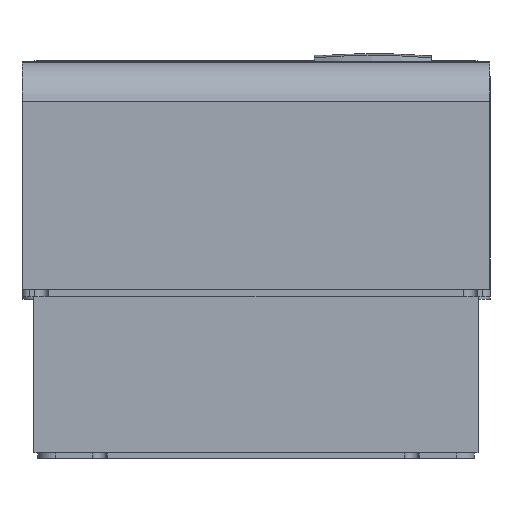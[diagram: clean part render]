
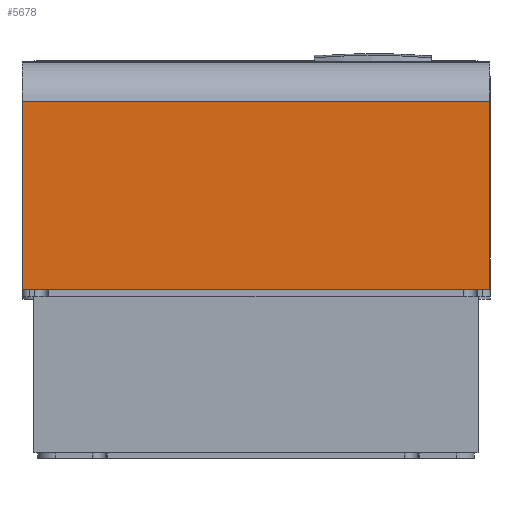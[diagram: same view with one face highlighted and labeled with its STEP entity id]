
A CAD part, front view. The second image highlights one B-rep face of the part: STEP entity #5678.
In plain terms, the highlighted planar face has unit normal (0, -1, 0).
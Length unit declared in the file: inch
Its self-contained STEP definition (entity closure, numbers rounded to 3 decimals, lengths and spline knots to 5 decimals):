
#93 = DIRECTION ( 'NONE',  ( -1., 0., 0. ) ) ;
#249 = VECTOR ( 'NONE', #2163, 39.37008 ) ;
#289 = VERTEX_POINT ( 'NONE', #2692 ) ;
#420 = ORIENTED_EDGE ( 'NONE', *, *, #4410, .F. ) ;
#535 = LINE ( 'NONE', #4913, #950 ) ;
#692 = VERTEX_POINT ( 'NONE', #4952 ) ;
#728 = EDGE_CURVE ( 'NONE', #3282, #289, #535, .T. ) ;
#950 = VECTOR ( 'NONE', #93, 39.37008 ) ;
#1370 = AXIS2_PLACEMENT_3D ( 'NONE', #4053, #3607, #4533 ) ;
#1815 = PLANE ( 'NONE',  #1370 ) ;
#1933 = CARTESIAN_POINT ( 'NONE',  ( 5.90157, -13.40354, 4.93701 ) ) ;
#2163 = DIRECTION ( 'NONE',  ( 0., 0., 1. ) ) ;
#2231 = VECTOR ( 'NONE', #2369, 39.37008 ) ;
#2329 = VERTEX_POINT ( 'NONE', #2736 ) ;
#2366 = CARTESIAN_POINT ( 'NONE',  ( -5.90157, -13.40354, 4.93701 ) ) ;
#2369 = DIRECTION ( 'NONE',  ( 0., 0., -1. ) ) ;
#2692 = CARTESIAN_POINT ( 'NONE',  ( -5.90157, -13.40354, 0.18898 ) ) ;
#2736 = CARTESIAN_POINT ( 'NONE',  ( 5.90157, -13.40354, 4.93701 ) ) ;
#3037 = EDGE_CURVE ( 'NONE', #692, #2329, #5452, .T. ) ;
#3249 = CARTESIAN_POINT ( 'NONE',  ( -5.90157, -13.40354, 4.93701 ) ) ;
#3256 = DIRECTION ( 'NONE',  ( 1., 0., 0. ) ) ;
#3282 = VERTEX_POINT ( 'NONE', #3448 ) ;
#3405 = LINE ( 'NONE', #1933, #2231 ) ;
#3448 = CARTESIAN_POINT ( 'NONE',  ( 5.90157, -13.40354, 0.18898 ) ) ;
#3607 = DIRECTION ( 'NONE',  ( 0., 1., 0. ) ) ;
#3896 = ORIENTED_EDGE ( 'NONE', *, *, #4322, .F. ) ;
#3950 = EDGE_LOOP ( 'NONE', ( #4101, #420, #4015, #3896 ) ) ;
#4015 = ORIENTED_EDGE ( 'NONE', *, *, #3037, .F. ) ;
#4053 = CARTESIAN_POINT ( 'NONE',  ( -5.90157, -13.40354, 4.93701 ) ) ;
#4101 = ORIENTED_EDGE ( 'NONE', *, *, #728, .F. ) ;
#4322 = EDGE_CURVE ( 'NONE', #289, #692, #5079, .T. ) ;
#4410 = EDGE_CURVE ( 'NONE', #2329, #3282, #3405, .T. ) ;
#4533 = DIRECTION ( 'NONE',  ( 0., 0., 1. ) ) ;
#4913 = CARTESIAN_POINT ( 'NONE',  ( -5.90157, -13.40354, 0.18898 ) ) ;
#4952 = CARTESIAN_POINT ( 'NONE',  ( -5.90157, -13.40354, 4.93701 ) ) ;
#5079 = LINE ( 'NONE', #3249, #249 ) ;
#5452 = LINE ( 'NONE', #2366, #5592 ) ;
#5489 = FACE_OUTER_BOUND ( 'NONE', #3950, .T. ) ;
#5592 = VECTOR ( 'NONE', #3256, 39.37008 ) ;
#5678 = ADVANCED_FACE ( 'NONE', ( #5489 ), #1815, .F. ) ;
